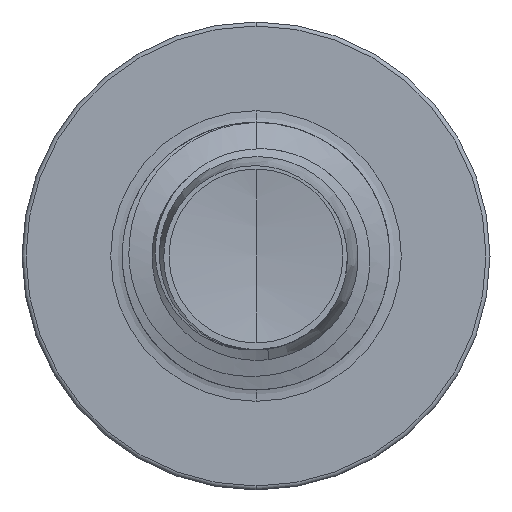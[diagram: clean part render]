
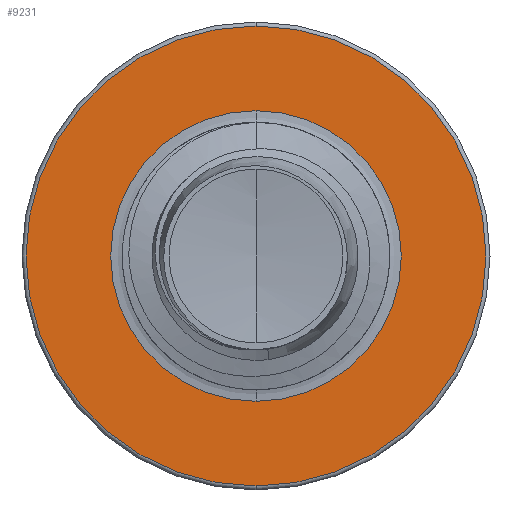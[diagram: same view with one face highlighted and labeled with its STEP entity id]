
A CAD part, front view. The second image highlights one B-rep face of the part: STEP entity #9231.
In plain terms, the highlighted planar face has unit normal (0, -1, 0).
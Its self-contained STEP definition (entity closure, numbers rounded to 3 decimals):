
#77 = AXIS2_PLACEMENT_3D ( 'NONE', #8490, #132, #9561 ) ;
#132 = DIRECTION ( 'NONE',  ( 0., 1., 0. ) ) ;
#385 = AXIS2_PLACEMENT_3D ( 'NONE', #588, #12103, #5002 ) ;
#588 = CARTESIAN_POINT ( 'NONE',  ( 0., 6.5, -2.174 ) ) ;
#663 = CARTESIAN_POINT ( 'NONE',  ( 0., 6.5, -2.174 ) ) ;
#1384 = ORIENTED_EDGE ( 'NONE', *, *, #5837, .F. ) ;
#1459 = ORIENTED_EDGE ( 'NONE', *, *, #10325, .F. ) ;
#1894 = ORIENTED_EDGE ( 'NONE', *, *, #10302, .T. ) ;
#1965 = ORIENTED_EDGE ( 'NONE', *, *, #4142, .T. ) ;
#2753 = VERTEX_POINT ( 'NONE', #5446 ) ;
#3063 = EDGE_LOOP ( 'NONE', ( #1894, #1965 ) ) ;
#3648 = PLANE ( 'NONE',  #385 ) ;
#3719 = DIRECTION ( 'NONE',  ( 0., 0., 1. ) ) ;
#3732 = DIRECTION ( 'NONE',  ( 0., 1., 0. ) ) ;
#3751 = VERTEX_POINT ( 'NONE', #4430 ) ;
#3754 = CARTESIAN_POINT ( 'NONE',  ( 0., 6.5, 0. ) ) ;
#3825 = DIRECTION ( 'NONE',  ( 0., 1., 0. ) ) ;
#3857 = CIRCLE ( 'NONE', #77, 3.44 ) ;
#4142 = EDGE_CURVE ( 'NONE', #9355, #10097, #14092, .T. ) ;
#4430 = CARTESIAN_POINT ( 'NONE',  ( 0., 6.5, 3.44 ) ) ;
#5002 = DIRECTION ( 'NONE',  ( 0., 0., 1. ) ) ;
#5446 = CARTESIAN_POINT ( 'NONE',  ( 0., 6.5, -3.44 ) ) ;
#5837 = EDGE_CURVE ( 'NONE', #3751, #2753, #3857, .T. ) ;
#6537 = CARTESIAN_POINT ( 'NONE',  ( 0., 6.5, 0. ) ) ;
#7508 = AXIS2_PLACEMENT_3D ( 'NONE', #3754, #3732, #3719 ) ;
#7782 = DIRECTION ( 'NONE',  ( 0., 0., 1. ) ) ;
#8490 = CARTESIAN_POINT ( 'NONE',  ( 0., 6.5, 0. ) ) ;
#8698 = AXIS2_PLACEMENT_3D ( 'NONE', #11084, #3825, #12226 ) ;
#8833 = FACE_BOUND ( 'NONE', #3063, .T. ) ;
#9231 = ADVANCED_FACE ( 'NONE', ( #11425, #8833 ), #3648, .F. ) ;
#9355 = VERTEX_POINT ( 'NONE', #663 ) ;
#9561 = DIRECTION ( 'NONE',  ( 0., 0., 1. ) ) ;
#9995 = CARTESIAN_POINT ( 'NONE',  ( 0., 6.5, 2.174 ) ) ;
#10097 = VERTEX_POINT ( 'NONE', #9995 ) ;
#10302 = EDGE_CURVE ( 'NONE', #10097, #9355, #15312, .T. ) ;
#10325 = EDGE_CURVE ( 'NONE', #2753, #3751, #12606, .T. ) ;
#10871 = AXIS2_PLACEMENT_3D ( 'NONE', #6537, #14176, #7782 ) ;
#11084 = CARTESIAN_POINT ( 'NONE',  ( 0., 6.5, 0. ) ) ;
#11425 = FACE_OUTER_BOUND ( 'NONE', #11486, .T. ) ;
#11486 = EDGE_LOOP ( 'NONE', ( #1384, #1459 ) ) ;
#12103 = DIRECTION ( 'NONE',  ( 0., 1., 0. ) ) ;
#12226 = DIRECTION ( 'NONE',  ( 0., 0., 1. ) ) ;
#12606 = CIRCLE ( 'NONE', #10871, 3.44 ) ;
#14092 = CIRCLE ( 'NONE', #7508, 2.174 ) ;
#14176 = DIRECTION ( 'NONE',  ( 0., 1., 0. ) ) ;
#15312 = CIRCLE ( 'NONE', #8698, 2.174 ) ;
